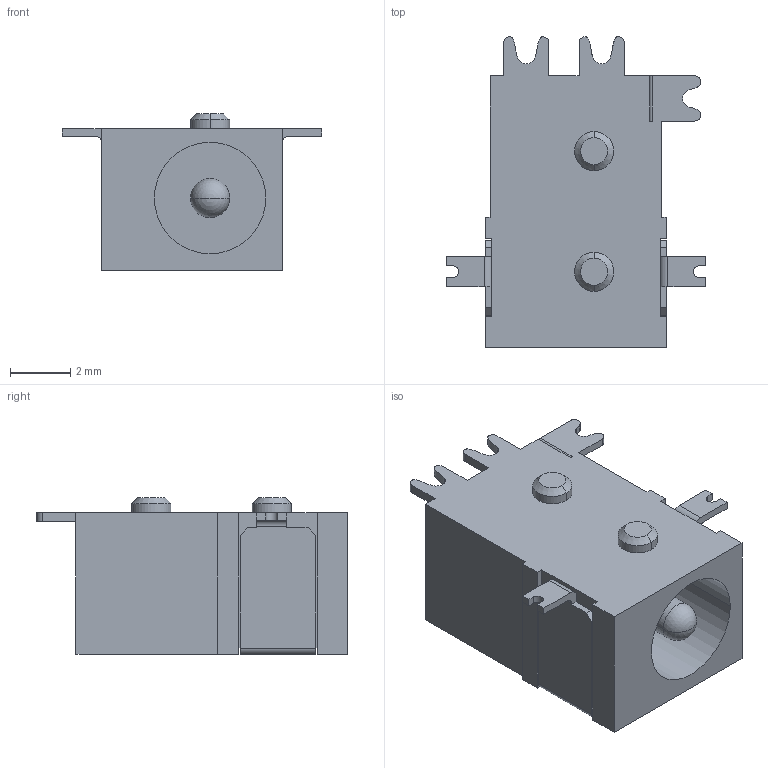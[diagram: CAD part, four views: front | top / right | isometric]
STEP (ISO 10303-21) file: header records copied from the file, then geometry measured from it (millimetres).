
FILE_DESCRIPTION((''),'2;1');
FILE_NAME('DC045B-1337SBJ02A','2012-09-12T',('Administrator'),(''),'PRO/ENGINEER BY PARAMETRIC TECHNOLOGY CORPORATION, 2011310','PRO/ENGINEER BY PARAMETRIC TECHNOLOGY CORPORATION, 2011310','');
FILE_SCHEMA(('CONFIG_CONTROL_DESIGN'));
Length unit declared in the file: millimetre
Products named in the file (1): DC045B-1337SBJ02A
Bounding box: 8.6 x 10.3 x 5.2 mm (x, y, z)
Volume: 173.5 mm3; surface area: 403.6 mm2
Topology: 1 solids, 1 shells, 103 faces, 287 edges, 188 vertices
Faces by surface type: plane 64, cylinder 28, extrusion 5, cone 4, sphere 2
Entity records: 3360 total; most frequent: CARTESIAN_POINT 645, ORIENTED_EDGE 570, DIRECTION 538, EDGE_CURVE 285, VECTOR 218, LINE 213, VERTEX_POINT 188, AXIS2_PLACEMENT_3D 160
